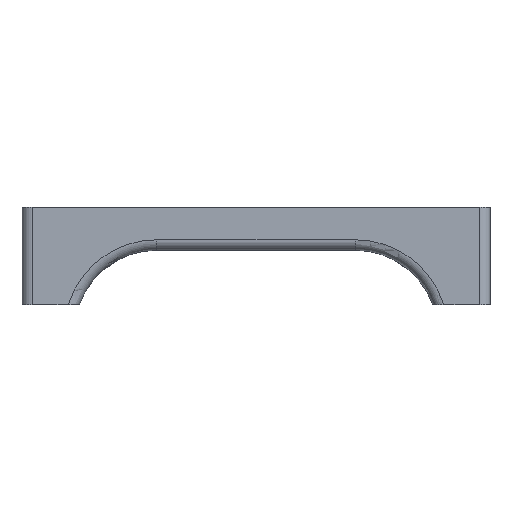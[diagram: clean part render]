
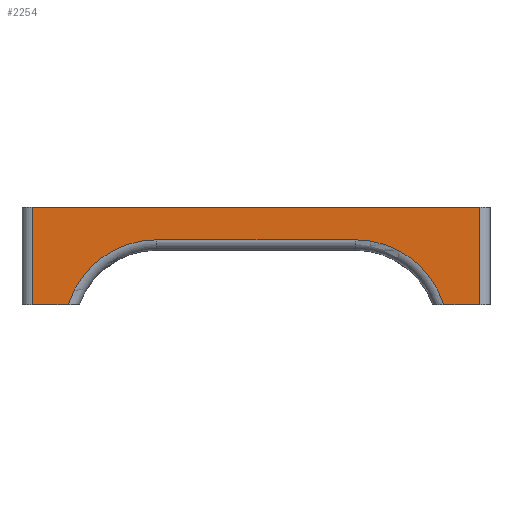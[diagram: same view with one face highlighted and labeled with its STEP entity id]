
A CAD part, left-side view. The second image highlights one B-rep face of the part: STEP entity #2254.
In plain terms, the highlighted planar face has unit normal (-1, 0, 0).
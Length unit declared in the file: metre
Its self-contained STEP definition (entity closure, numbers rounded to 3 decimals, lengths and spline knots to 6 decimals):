
#77=PLANE('',#2435);
#143=LINE('',#3545,#283);
#144=LINE('',#3549,#284);
#145=LINE('',#3554,#285);
#146=LINE('',#3556,#286);
#147=LINE('',#3558,#287);
#148=LINE('',#3559,#288);
#283=VECTOR('',#2797,1.);
#284=VECTOR('',#2802,1.);
#285=VECTOR('',#2805,1.);
#286=VECTOR('',#2806,1.);
#287=VECTOR('',#2807,1.);
#288=VECTOR('',#2808,1.);
#402=CIRCLE('',#2436,0.0266);
#403=CIRCLE('',#2437,0.0266);
#602=ORIENTED_EDGE('',*,*,#1276,.T.);
#603=ORIENTED_EDGE('',*,*,#1277,.T.);
#604=ORIENTED_EDGE('',*,*,#1278,.T.);
#605=ORIENTED_EDGE('',*,*,#1279,.T.);
#606=ORIENTED_EDGE('',*,*,#1280,.F.);
#607=ORIENTED_EDGE('',*,*,#1274,.F.);
#608=ORIENTED_EDGE('',*,*,#1281,.T.);
#609=ORIENTED_EDGE('',*,*,#1282,.T.);
#1274=EDGE_CURVE('',#1607,#1608,#143,.T.);
#1276=EDGE_CURVE('',#1609,#1610,#144,.T.);
#1277=EDGE_CURVE('',#1610,#1611,#402,.F.);
#1278=EDGE_CURVE('',#1611,#1612,#145,.T.);
#1279=EDGE_CURVE('',#1612,#1613,#146,.T.);
#1280=EDGE_CURVE('',#1608,#1613,#147,.T.);
#1281=EDGE_CURVE('',#1607,#1614,#148,.T.);
#1282=EDGE_CURVE('',#1614,#1609,#403,.F.);
#1607=VERTEX_POINT('',#3544);
#1608=VERTEX_POINT('',#3546);
#1609=VERTEX_POINT('',#3550);
#1610=VERTEX_POINT('',#3551);
#1611=VERTEX_POINT('',#3553);
#1612=VERTEX_POINT('',#3555);
#1613=VERTEX_POINT('',#3557);
#1614=VERTEX_POINT('',#3560);
#1822=EDGE_LOOP('',(#602,#603,#604,#605,#606,#607,#608,#609));
#2005=FACE_BOUND('',#1822,.T.);
#2254=ADVANCED_FACE('',(#2005),#77,.T.);
#2435=AXIS2_PLACEMENT_3D('',#3548,#2800,#2801);
#2436=AXIS2_PLACEMENT_3D('',#3552,#2803,#2804);
#2437=AXIS2_PLACEMENT_3D('',#3561,#2809,#2810);
#2797=DIRECTION('',(0.,0.,1.));
#2800=DIRECTION('',(-1.,0.,0.));
#2801=DIRECTION('',(0.,0.,1.));
#2802=DIRECTION('',(0.,-1.,0.));
#2803=DIRECTION('',(-1.,0.,0.));
#2804=DIRECTION('',(0.,0.,1.));
#2805=DIRECTION('',(0.,-1.,0.));
#2806=DIRECTION('',(0.,0.,1.));
#2807=DIRECTION('',(0.,-1.,0.));
#2808=DIRECTION('',(0.,-1.,0.));
#2809=DIRECTION('',(-1.,0.,0.));
#2810=DIRECTION('',(0.,0.,1.));
#3544=CARTESIAN_POINT('',(-0.0095,0.095846,-0.0236));
#3545=CARTESIAN_POINT('',(-0.0095,0.095846,-0.003102));
#3546=CARTESIAN_POINT('',(-0.0095,0.095846,0.0043));
#3548=CARTESIAN_POINT('',(-0.0095,0.031846,-0.003102));
#3549=CARTESIAN_POINT('',(-0.0095,0.031846,-0.005));
#3550=CARTESIAN_POINT('',(-0.0095,0.060246,-0.005));
#3551=CARTESIAN_POINT('',(-0.0095,0.003446,-0.005));
#3552=CARTESIAN_POINT('',(-0.0095,0.003446,-0.0316));
#3553=CARTESIAN_POINT('',(-0.0095,-0.021923,-0.0236));
#3554=CARTESIAN_POINT('',(-0.0095,0.031846,-0.0236));
#3555=CARTESIAN_POINT('',(-0.0095,-0.032154,-0.0236));
#3556=CARTESIAN_POINT('',(-0.0095,-0.032154,-0.003102));
#3557=CARTESIAN_POINT('',(-0.0095,-0.032154,0.0043));
#3558=CARTESIAN_POINT('',(-0.0095,0.031846,0.0043));
#3559=CARTESIAN_POINT('',(-0.0095,0.031846,-0.0236));
#3560=CARTESIAN_POINT('',(-0.0095,0.085614,-0.0236));
#3561=CARTESIAN_POINT('',(-0.0095,0.060246,-0.0316));
